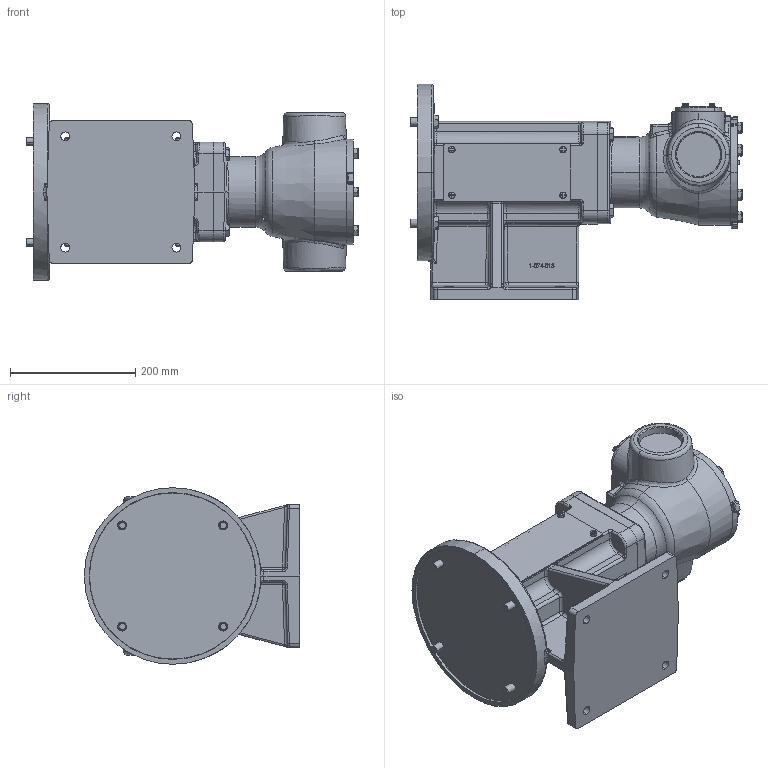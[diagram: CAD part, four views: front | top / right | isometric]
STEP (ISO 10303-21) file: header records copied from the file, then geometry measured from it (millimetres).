
FILE_DESCRIPTION (( 'STEP AP214' ), '1' );
FILE_NAME ('AS495-M_(284-286TC).STEP', '2017-02-27T13:45:45', ( '' ), ( '' ), 'SwSTEP 2.0', 'SolidWorks 2016', '' );
FILE_SCHEMA (( 'AUTOMOTIVE_DESIGN' ));
Length unit declared in the file: inch
Products named in the file (2): AS495-M_(284-286TC)
Bounding box: 530.92 x 344.42 x 282.45 mm (x, y, z)
Volume: 14357755.1 mm3; surface area: 730927.9 mm2
Topology: 1 solids, 14 shells, 1962 faces, 5023 edges, 3192 vertices
Faces by surface type: plane 850, cylinder 439, bspline 367, cone 167, torus 85, sphere 54
Entity records: 128364 total; most frequent: CARTESIAN_POINT 64256, ORIENTED_EDGE 10026, DIRECTION 7806, EDGE_CURVE 5013, VERTEX_POINT 3192, AXIS2_PLACEMENT_3D 2935, EDGE_LOOP 2117, FACE_OUTER_BOUND 1962
